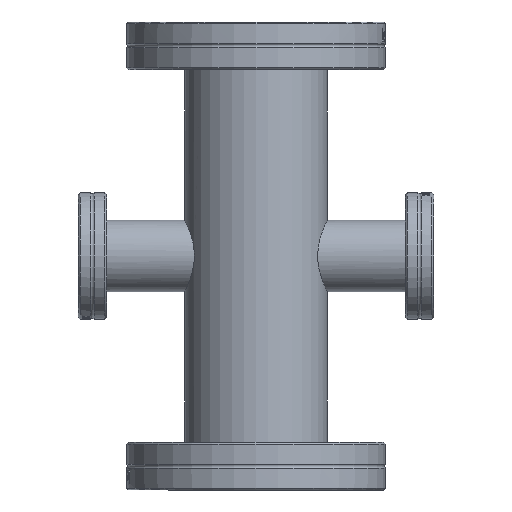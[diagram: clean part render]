
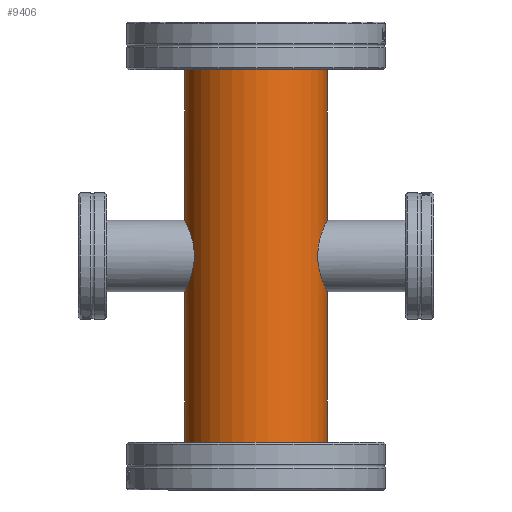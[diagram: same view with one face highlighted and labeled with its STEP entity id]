
A CAD part, front view. The second image highlights one B-rep face of the part: STEP entity #9406.
In plain terms, the highlighted cylindrical face has radius 19.05 mm (diameter 38.1 mm), a full revolution.
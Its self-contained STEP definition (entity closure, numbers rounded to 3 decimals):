
#447=B_SPLINE_CURVE_WITH_KNOTS('',3,(#15759,#15760,#15761,#15762,#15763,
#15764,#15765,#15766,#15767,#15768),.UNSPECIFIED.,.F.,.F.,(4,2,2,2,4),(1.469,
1.835,2.202,2.569,2.937),
 .UNSPECIFIED.);
#448=B_SPLINE_CURVE_WITH_KNOTS('',3,(#15770,#15771,#15772,#15773,#15774,
#15775,#15776,#15777,#15778,#15779,#15780,#15781,#15782,#15783,#15784,#15785,
#15786,#15787,#15788),.UNSPECIFIED.,.F.,.F.,(4,2,2,2,3,2,2,2,4),(4.406,
4.772,5.139,5.507,5.874,6.242,
6.609,6.976,7.343),.UNSPECIFIED.);
#449=B_SPLINE_CURVE_WITH_KNOTS('',3,(#15789,#15790,#15791,#15792,#15793,
#15794,#15795,#15796,#15797,#15798),.UNSPECIFIED.,.F.,.F.,(4,2,2,2,4),(2.937,
3.305,3.672,4.039,4.406),
 .UNSPECIFIED.);
#454=B_SPLINE_CURVE_WITH_KNOTS('',3,(#15880,#15881,#15882,#15883,#15884,
#15885,#15886,#15887,#15888,#15889,#15890,#15891,#15892,#15893,#15894,#15895,
#15896,#15897),.UNSPECIFIED.,.F.,.F.,(4,2,2,2,2,2,2,2,4),(0.,0.368,
0.735,1.102,1.469,1.835,2.202,
2.569,2.937),.UNSPECIFIED.);
#455=B_SPLINE_CURVE_WITH_KNOTS('',3,(#15898,#15899,#15900,#15901,#15902,
#15903,#15904,#15905,#15906,#15907,#15908,#15909,#15910,#15911,#15912,#15913,
#15914,#15915),.UNSPECIFIED.,.F.,.F.,(4,2,2,2,2,2,2,2,4),(2.937,
3.305,3.672,4.039,4.406,4.772,
5.139,5.507,5.874),.UNSPECIFIED.);
#763=CYLINDRICAL_SURFACE('',#10233,19.05);
#858=FACE_BOUND('',#1819,.T.);
#859=FACE_BOUND('',#1820,.T.);
#1262=FACE_OUTER_BOUND('',#1818,.T.);
#1818=EDGE_LOOP('',(#7024,#7025,#7026,#7027));
#1819=EDGE_LOOP('',(#7028,#7029));
#1820=EDGE_LOOP('',(#7030,#7031,#7032));
#2431=LINE('',#15926,#2997);
#2997=VECTOR('',#11517,19.05);
#3527=CIRCLE('',#10234,19.05);
#3528=CIRCLE('',#10235,19.05);
#4077=VERTEX_POINT('',#15757);
#4078=VERTEX_POINT('',#15758);
#4079=VERTEX_POINT('',#15769);
#4084=VERTEX_POINT('',#15877);
#4085=VERTEX_POINT('',#15879);
#4088=VERTEX_POINT('',#15923);
#4089=VERTEX_POINT('',#15925);
#5177=EDGE_CURVE('',#4077,#4078,#447,.T.);
#5178=EDGE_CURVE('',#4079,#4077,#448,.T.);
#5179=EDGE_CURVE('',#4078,#4079,#449,.T.);
#5186=EDGE_CURVE('',#4085,#4084,#454,.T.);
#5187=EDGE_CURVE('',#4084,#4085,#455,.T.);
#5191=EDGE_CURVE('',#4088,#4088,#3527,.T.);
#5192=EDGE_CURVE('',#4088,#4089,#2431,.T.);
#5193=EDGE_CURVE('',#4089,#4089,#3528,.T.);
#7024=ORIENTED_EDGE('',*,*,#5191,.F.);
#7025=ORIENTED_EDGE('',*,*,#5192,.T.);
#7026=ORIENTED_EDGE('',*,*,#5193,.F.);
#7027=ORIENTED_EDGE('',*,*,#5192,.F.);
#7028=ORIENTED_EDGE('',*,*,#5186,.T.);
#7029=ORIENTED_EDGE('',*,*,#5187,.T.);
#7030=ORIENTED_EDGE('',*,*,#5177,.T.);
#7031=ORIENTED_EDGE('',*,*,#5179,.T.);
#7032=ORIENTED_EDGE('',*,*,#5178,.T.);
#9406=ADVANCED_FACE('',(#1262,#858,#859),#763,.T.);
#10233=AXIS2_PLACEMENT_3D('',#15922,#11513,#11514);
#10234=AXIS2_PLACEMENT_3D('',#15924,#11515,#11516);
#10235=AXIS2_PLACEMENT_3D('',#15927,#11518,#11519);
#11513=DIRECTION('center_axis',(0.,0.,1.));
#11514=DIRECTION('ref_axis',(-1.,0.,0.));
#11515=DIRECTION('center_axis',(0.,0.,1.));
#11516=DIRECTION('ref_axis',(-1.,0.,0.));
#11517=DIRECTION('',(0.,0.,-1.));
#11518=DIRECTION('center_axis',(0.,0.,-1.));
#11519=DIRECTION('ref_axis',(-1.,0.,0.));
#15757=CARTESIAN_POINT('',(0.,19.05,66.75));
#15758=CARTESIAN_POINT('',(-9.55,16.483,57.2));
#15759=CARTESIAN_POINT('Ctrl Pts',(0.,19.05,66.75));
#15760=CARTESIAN_POINT('Ctrl Pts',(-1.222,19.05,66.75));
#15761=CARTESIAN_POINT('Ctrl Pts',(-2.511,18.922,66.501));
#15762=CARTESIAN_POINT('Ctrl Pts',(-4.859,18.459,65.52));
#15763=CARTESIAN_POINT('Ctrl Pts',(-5.918,18.129,64.788));
#15764=CARTESIAN_POINT('Ctrl Pts',(-7.59,17.496,63.116));
#15765=CARTESIAN_POINT('Ctrl Pts',(-8.32,17.146,62.057));
#15766=CARTESIAN_POINT('Ctrl Pts',(-9.301,16.635,59.713));
#15767=CARTESIAN_POINT('Ctrl Pts',(-9.55,16.483,58.425));
#15768=CARTESIAN_POINT('Ctrl Pts',(-9.55,16.483,57.2));
#15769=CARTESIAN_POINT('',(0.,19.05,47.65));
#15770=CARTESIAN_POINT('Ctrl Pts',(0.,19.05,47.65));
#15771=CARTESIAN_POINT('Ctrl Pts',(1.222,19.05,47.65));
#15772=CARTESIAN_POINT('Ctrl Pts',(2.511,18.922,47.899));
#15773=CARTESIAN_POINT('Ctrl Pts',(4.859,18.459,48.88));
#15774=CARTESIAN_POINT('Ctrl Pts',(5.918,18.129,49.612));
#15775=CARTESIAN_POINT('Ctrl Pts',(7.59,17.496,51.284));
#15776=CARTESIAN_POINT('Ctrl Pts',(8.32,17.146,52.343));
#15777=CARTESIAN_POINT('Ctrl Pts',(9.301,16.635,54.687));
#15778=CARTESIAN_POINT('Ctrl Pts',(9.55,16.483,55.975));
#15779=CARTESIAN_POINT('Ctrl Pts',(9.55,16.483,57.2));
#15780=CARTESIAN_POINT('Ctrl Pts',(9.55,16.483,58.425));
#15781=CARTESIAN_POINT('Ctrl Pts',(9.301,16.635,59.713));
#15782=CARTESIAN_POINT('Ctrl Pts',(8.32,17.146,62.057));
#15783=CARTESIAN_POINT('Ctrl Pts',(7.59,17.496,63.116));
#15784=CARTESIAN_POINT('Ctrl Pts',(5.918,18.129,64.788));
#15785=CARTESIAN_POINT('Ctrl Pts',(4.859,18.459,65.52));
#15786=CARTESIAN_POINT('Ctrl Pts',(2.511,18.922,66.501));
#15787=CARTESIAN_POINT('Ctrl Pts',(1.222,19.05,66.75));
#15788=CARTESIAN_POINT('Ctrl Pts',(0.,19.05,66.75));
#15789=CARTESIAN_POINT('Ctrl Pts',(-9.55,16.483,57.2));
#15790=CARTESIAN_POINT('Ctrl Pts',(-9.55,16.483,55.975));
#15791=CARTESIAN_POINT('Ctrl Pts',(-9.301,16.635,54.687));
#15792=CARTESIAN_POINT('Ctrl Pts',(-8.32,17.146,52.343));
#15793=CARTESIAN_POINT('Ctrl Pts',(-7.59,17.496,51.284));
#15794=CARTESIAN_POINT('Ctrl Pts',(-5.918,18.129,49.612));
#15795=CARTESIAN_POINT('Ctrl Pts',(-4.859,18.459,48.88));
#15796=CARTESIAN_POINT('Ctrl Pts',(-2.511,18.922,47.899));
#15797=CARTESIAN_POINT('Ctrl Pts',(-1.222,19.05,47.65));
#15798=CARTESIAN_POINT('Ctrl Pts',(0.,19.05,47.65));
#15877=CARTESIAN_POINT('',(-9.55,-16.483,57.2));
#15879=CARTESIAN_POINT('',(9.55,-16.483,57.2));
#15880=CARTESIAN_POINT('Ctrl Pts',(9.55,-16.483,57.2));
#15881=CARTESIAN_POINT('Ctrl Pts',(9.55,-16.483,55.975));
#15882=CARTESIAN_POINT('Ctrl Pts',(9.301,-16.635,54.687));
#15883=CARTESIAN_POINT('Ctrl Pts',(8.32,-17.146,52.343));
#15884=CARTESIAN_POINT('Ctrl Pts',(7.59,-17.496,51.284));
#15885=CARTESIAN_POINT('Ctrl Pts',(5.918,-18.129,49.612));
#15886=CARTESIAN_POINT('Ctrl Pts',(4.859,-18.459,48.88));
#15887=CARTESIAN_POINT('Ctrl Pts',(2.511,-18.922,47.899));
#15888=CARTESIAN_POINT('Ctrl Pts',(1.222,-19.05,47.65));
#15889=CARTESIAN_POINT('Ctrl Pts',(-1.222,-19.05,47.65));
#15890=CARTESIAN_POINT('Ctrl Pts',(-2.511,-18.922,
47.899));
#15891=CARTESIAN_POINT('Ctrl Pts',(-4.859,-18.459,
48.88));
#15892=CARTESIAN_POINT('Ctrl Pts',(-5.918,-18.129,49.612));
#15893=CARTESIAN_POINT('Ctrl Pts',(-7.59,-17.496,
51.284));
#15894=CARTESIAN_POINT('Ctrl Pts',(-8.32,-17.146,52.343));
#15895=CARTESIAN_POINT('Ctrl Pts',(-9.301,-16.635,
54.687));
#15896=CARTESIAN_POINT('Ctrl Pts',(-9.55,-16.483,55.975));
#15897=CARTESIAN_POINT('Ctrl Pts',(-9.55,-16.483,57.2));
#15898=CARTESIAN_POINT('Ctrl Pts',(-9.55,-16.483,57.2));
#15899=CARTESIAN_POINT('Ctrl Pts',(-9.55,-16.483,58.425));
#15900=CARTESIAN_POINT('Ctrl Pts',(-9.301,-16.635,
59.713));
#15901=CARTESIAN_POINT('Ctrl Pts',(-8.32,-17.146,62.057));
#15902=CARTESIAN_POINT('Ctrl Pts',(-7.59,-17.496,
63.116));
#15903=CARTESIAN_POINT('Ctrl Pts',(-5.918,-18.129,64.788));
#15904=CARTESIAN_POINT('Ctrl Pts',(-4.859,-18.459,
65.52));
#15905=CARTESIAN_POINT('Ctrl Pts',(-2.511,-18.922,
66.501));
#15906=CARTESIAN_POINT('Ctrl Pts',(-1.222,-19.05,66.75));
#15907=CARTESIAN_POINT('Ctrl Pts',(1.222,-19.05,66.75));
#15908=CARTESIAN_POINT('Ctrl Pts',(2.511,-18.922,66.501));
#15909=CARTESIAN_POINT('Ctrl Pts',(4.859,-18.459,65.52));
#15910=CARTESIAN_POINT('Ctrl Pts',(5.918,-18.129,64.788));
#15911=CARTESIAN_POINT('Ctrl Pts',(7.59,-17.496,63.116));
#15912=CARTESIAN_POINT('Ctrl Pts',(8.32,-17.146,62.057));
#15913=CARTESIAN_POINT('Ctrl Pts',(9.301,-16.635,59.713));
#15914=CARTESIAN_POINT('Ctrl Pts',(9.55,-16.483,58.425));
#15915=CARTESIAN_POINT('Ctrl Pts',(9.55,-16.483,57.2));
#15922=CARTESIAN_POINT('Origin',(0.,0.,0.));
#15923=CARTESIAN_POINT('',(19.05,0.,114.4));
#15924=CARTESIAN_POINT('Origin',(0.,0.,114.4));
#15925=CARTESIAN_POINT('',(19.05,0.,0.));
#15926=CARTESIAN_POINT('',(19.05,0.,0.));
#15927=CARTESIAN_POINT('Origin',(0.,0.,0.));
